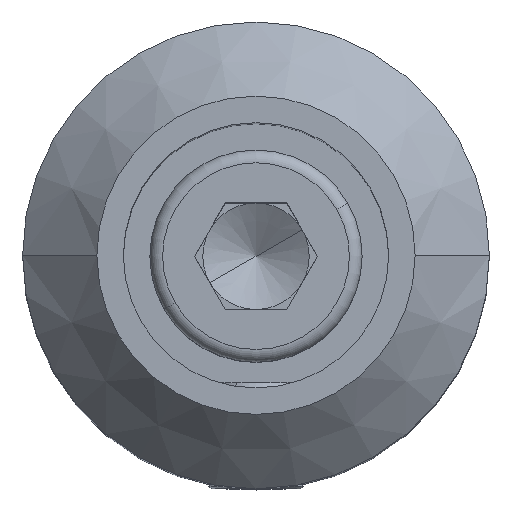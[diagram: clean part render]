
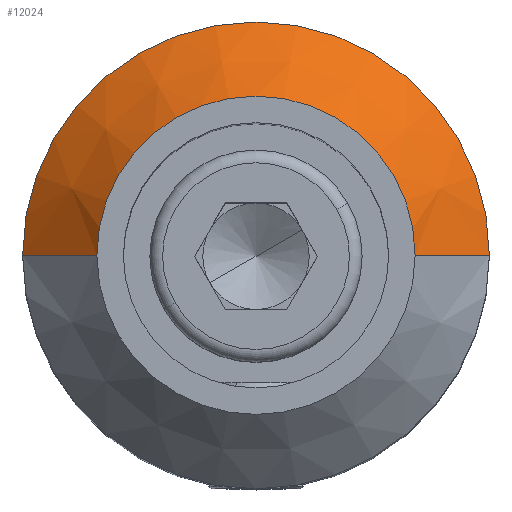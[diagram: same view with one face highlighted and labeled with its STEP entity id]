
A CAD part, top view. The second image highlights one B-rep face of the part: STEP entity #12024.
In plain terms, the highlighted conical face has half-angle 45 degrees and reference radius 11 mm.
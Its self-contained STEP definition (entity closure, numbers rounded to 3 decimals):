
#392 = DIRECTION ( 'NONE',  ( 0.707, 0., -0.707 ) ) ;
#1529 = CARTESIAN_POINT ( 'NONE',  ( 7.5, 0., 35. ) ) ;
#1558 = LINE ( 'NONE', #13919, #4996 ) ;
#2132 = DIRECTION ( 'NONE',  ( 0., 0., -1. ) ) ;
#2236 = VERTEX_POINT ( 'NONE', #6452 ) ;
#2349 = CARTESIAN_POINT ( 'NONE',  ( -11., 0., 31.5 ) ) ;
#3023 = ORIENTED_EDGE ( 'NONE', *, *, #16067, .F. ) ;
#3634 = VECTOR ( 'NONE', #13208, 1000. ) ;
#3986 = CARTESIAN_POINT ( 'NONE',  ( 0., 0., 31.5 ) ) ;
#4357 = DIRECTION ( 'NONE',  ( 1., 0., 0. ) ) ;
#4996 = VECTOR ( 'NONE', #392, 1000. ) ;
#5536 = AXIS2_PLACEMENT_3D ( 'NONE', #10667, #5599, #15874 ) ;
#5599 = DIRECTION ( 'NONE',  ( 0., 0., -1. ) ) ;
#5738 = DIRECTION ( 'NONE',  ( -1., 0., 0. ) ) ;
#6452 = CARTESIAN_POINT ( 'NONE',  ( 11., 0., 31.5 ) ) ;
#8418 = ORIENTED_EDGE ( 'NONE', *, *, #18698, .T. ) ;
#8455 = EDGE_CURVE ( 'NONE', #18196, #20349, #12040, .T. ) ;
#10667 = CARTESIAN_POINT ( 'NONE',  ( 0., 0., 31.5 ) ) ;
#11356 = CIRCLE ( 'NONE', #5536, 11. ) ;
#11373 = EDGE_LOOP ( 'NONE', ( #14592, #8418, #15258, #3023 ) ) ;
#11668 = AXIS2_PLACEMENT_3D ( 'NONE', #13003, #12926, #4357 ) ;
#11913 = AXIS2_PLACEMENT_3D ( 'NONE', #3986, #2132, #5738 ) ;
#12024 = ADVANCED_FACE ( 'NONE', ( #15621 ), #14055, .T. ) ;
#12040 = CIRCLE ( 'NONE', #11668, 7.5 ) ;
#12926 = DIRECTION ( 'NONE',  ( 0., 0., 1. ) ) ;
#13003 = CARTESIAN_POINT ( 'NONE',  ( 0., 0., 35. ) ) ;
#13208 = DIRECTION ( 'NONE',  ( -0.707, 0., -0.707 ) ) ;
#13919 = CARTESIAN_POINT ( 'NONE',  ( 11., 0., 31.5 ) ) ;
#14055 = CONICAL_SURFACE ( 'NONE', #11913, 11., 0.785 ) ;
#14592 = ORIENTED_EDGE ( 'NONE', *, *, #8455, .F. ) ;
#15258 = ORIENTED_EDGE ( 'NONE', *, *, #15309, .F. ) ;
#15309 = EDGE_CURVE ( 'NONE', #15796, #2236, #11356, .T. ) ;
#15621 = FACE_OUTER_BOUND ( 'NONE', #11373, .T. ) ;
#15796 = VERTEX_POINT ( 'NONE', #2349 ) ;
#15874 = DIRECTION ( 'NONE',  ( 1., 0., 0. ) ) ;
#16067 = EDGE_CURVE ( 'NONE', #20349, #15796, #17645, .T. ) ;
#16590 = CARTESIAN_POINT ( 'NONE',  ( -11., 0., 31.5 ) ) ;
#16850 = CARTESIAN_POINT ( 'NONE',  ( -7.5, 0., 35. ) ) ;
#17645 = LINE ( 'NONE', #16590, #3634 ) ;
#18196 = VERTEX_POINT ( 'NONE', #1529 ) ;
#18698 = EDGE_CURVE ( 'NONE', #18196, #2236, #1558, .T. ) ;
#20349 = VERTEX_POINT ( 'NONE', #16850 ) ;
